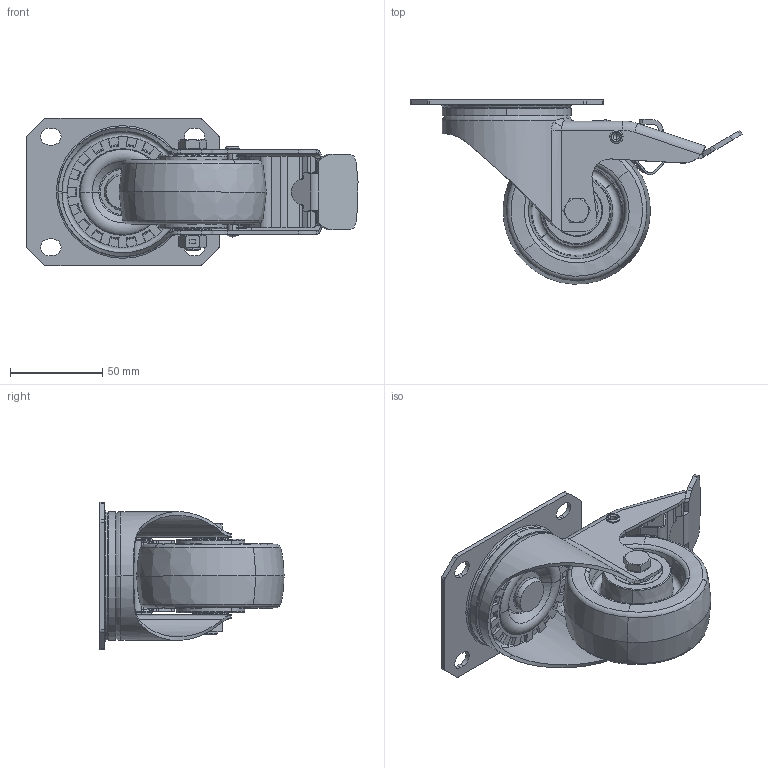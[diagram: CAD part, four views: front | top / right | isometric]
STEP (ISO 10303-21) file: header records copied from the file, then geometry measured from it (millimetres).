
FILE_DESCRIPTION (( 'STEP AP214' ), '1' );
FILE_NAME ('0056147.step', '2023-12-07T10:32:38', ( '' ), ( '' ), 'SwSTEP 2.0', 'SolidWorks 2020', '' );
FILE_SCHEMA (( 'AUTOMOTIVE_DESIGN' ));
Length unit declared in the file: millimetre
Products named in the file (1): 0056147
Bounding box: 180.21 x 99.96 x 80 mm (x, y, z)
Volume: 233163.3 mm3; surface area: 132081.5 mm2
Topology: 21 solids, 21 shells, 1582 faces, 4101 edges, 2562 vertices
Faces by surface type: plane 451, cylinder 418, torus 279, bspline 278, cone 152, sphere 4
Entity records: 79980 total; most frequent: CARTESIAN_POINT 25485, ORIENTED_EDGE 8170, DIRECTION 7336, EDGE_CURVE 4085, AXIS2_PLACEMENT_3D 2982, VERTEX_POINT 2562, CIRCLE 1677, EDGE_LOOP 1661
